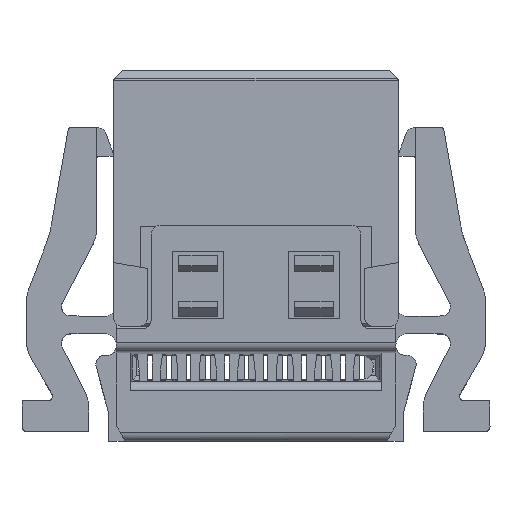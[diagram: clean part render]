
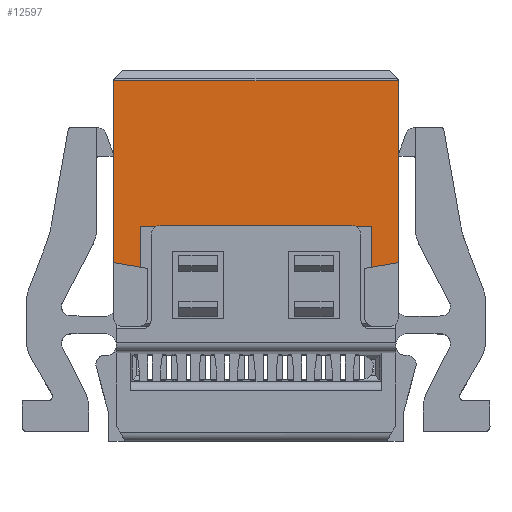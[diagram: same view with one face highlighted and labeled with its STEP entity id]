
A CAD part, top view. The second image highlights one B-rep face of the part: STEP entity #12597.
In plain terms, the highlighted planar face has unit normal (0, 0, 1).
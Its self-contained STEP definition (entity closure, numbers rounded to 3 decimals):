
#12547=AXIS2_PLACEMENT_3D('Plane Axis2P3D',#12544,#12545,#12546) ;
#7937=CARTESIAN_POINT('Vertex',(12.385,11.859,4.325)) ;
#7940=CARTESIAN_POINT('Line Origine',(12.385,8.869,4.325)) ;
#7944=CARTESIAN_POINT('Vertex',(12.385,5.88,4.325)) ;
#8113=CARTESIAN_POINT('Vertex',(3.015,5.88,4.325)) ;
#8116=CARTESIAN_POINT('Line Origine',(3.015,8.869,4.325)) ;
#8120=CARTESIAN_POINT('Vertex',(3.015,11.859,4.325)) ;
#12544=CARTESIAN_POINT('Axis2P3D Location',(2.771,12.4,4.325)) ;
#12549=CARTESIAN_POINT('Line Origine',(7.7,11.859,4.325)) ;
#12554=CARTESIAN_POINT('Line Origine',(3.455,5.802,4.325)) ;
#12558=CARTESIAN_POINT('Vertex',(3.895,5.725,4.325)) ;
#12561=CARTESIAN_POINT('Line Origine',(3.895,6.402,4.325)) ;
#12565=CARTESIAN_POINT('Vertex',(3.895,7.08,4.325)) ;
#12568=CARTESIAN_POINT('Line Origine',(7.7,7.08,4.325)) ;
#12572=CARTESIAN_POINT('Vertex',(11.505,7.08,4.325)) ;
#12575=CARTESIAN_POINT('Line Origine',(11.505,6.402,4.325)) ;
#12579=CARTESIAN_POINT('Vertex',(11.505,5.725,4.325)) ;
#12582=CARTESIAN_POINT('Line Origine',(11.945,5.802,4.325)) ;
#7941=DIRECTION('Vector Direction',(0.,1.,0.)) ;
#8117=DIRECTION('Vector Direction',(0.,-1.,0.)) ;
#12545=DIRECTION('Axis2P3D Direction',(-0.,0.,1.)) ;
#12546=DIRECTION('Axis2P3D XDirection',(0.,-1.,0.)) ;
#12550=DIRECTION('Vector Direction',(-1.,0.,0.)) ;
#12555=DIRECTION('Vector Direction',(0.985,-0.174,0.)) ;
#12562=DIRECTION('Vector Direction',(0.,1.,0.)) ;
#12569=DIRECTION('Vector Direction',(1.,0.,0.)) ;
#12576=DIRECTION('Vector Direction',(0.,-1.,0.)) ;
#12583=DIRECTION('Vector Direction',(0.985,0.174,0.)) ;
#7942=VECTOR('Line Direction',#7941,1.) ;
#8118=VECTOR('Line Direction',#8117,1.) ;
#12551=VECTOR('Line Direction',#12550,1.) ;
#12556=VECTOR('Line Direction',#12555,1.) ;
#12563=VECTOR('Line Direction',#12562,1.) ;
#12570=VECTOR('Line Direction',#12569,1.) ;
#12577=VECTOR('Line Direction',#12576,1.) ;
#12584=VECTOR('Line Direction',#12583,1.) ;
#12588=ORIENTED_EDGE('',*,*,#12553,.T.) ;
#12589=ORIENTED_EDGE('',*,*,#8122,.T.) ;
#12590=ORIENTED_EDGE('',*,*,#12560,.T.) ;
#12591=ORIENTED_EDGE('',*,*,#12567,.T.) ;
#12592=ORIENTED_EDGE('',*,*,#12574,.T.) ;
#12593=ORIENTED_EDGE('',*,*,#12581,.T.) ;
#12594=ORIENTED_EDGE('',*,*,#12586,.T.) ;
#12595=ORIENTED_EDGE('',*,*,#7946,.T.) ;
#12597=ADVANCED_FACE('Hauptk\X2\00F6\X0\rper',(#12596),#12548,.T.) ;
#7946=EDGE_CURVE('',#7945,#7938,#7943,.T.) ;
#8122=EDGE_CURVE('',#8121,#8114,#8119,.T.) ;
#12553=EDGE_CURVE('',#7938,#8121,#12552,.T.) ;
#12560=EDGE_CURVE('',#8114,#12559,#12557,.T.) ;
#12567=EDGE_CURVE('',#12559,#12566,#12564,.T.) ;
#12574=EDGE_CURVE('',#12566,#12573,#12571,.T.) ;
#12581=EDGE_CURVE('',#12573,#12580,#12578,.T.) ;
#12586=EDGE_CURVE('',#12580,#7945,#12585,.T.) ;
#12587=EDGE_LOOP('',(#12588,#12589,#12590,#12591,#12592,#12593,#12594,#12595)) ;
#12596=FACE_OUTER_BOUND('',#12587,.T.) ;
#7943=LINE('Line',#7940,#7942) ;
#8119=LINE('Line',#8116,#8118) ;
#12552=LINE('Line',#12549,#12551) ;
#12557=LINE('Line',#12554,#12556) ;
#12564=LINE('Line',#12561,#12563) ;
#12571=LINE('Line',#12568,#12570) ;
#12578=LINE('Line',#12575,#12577) ;
#12585=LINE('Line',#12582,#12584) ;
#12548=PLANE('',#12547) ;
#7938=VERTEX_POINT('',#7937) ;
#7945=VERTEX_POINT('',#7944) ;
#8114=VERTEX_POINT('',#8113) ;
#8121=VERTEX_POINT('',#8120) ;
#12559=VERTEX_POINT('',#12558) ;
#12566=VERTEX_POINT('',#12565) ;
#12573=VERTEX_POINT('',#12572) ;
#12580=VERTEX_POINT('',#12579) ;
